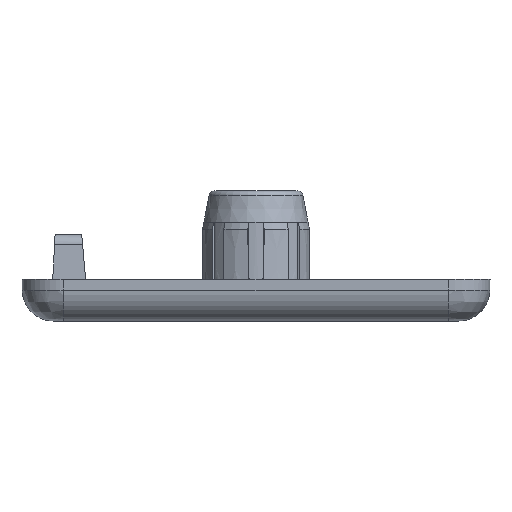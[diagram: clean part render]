
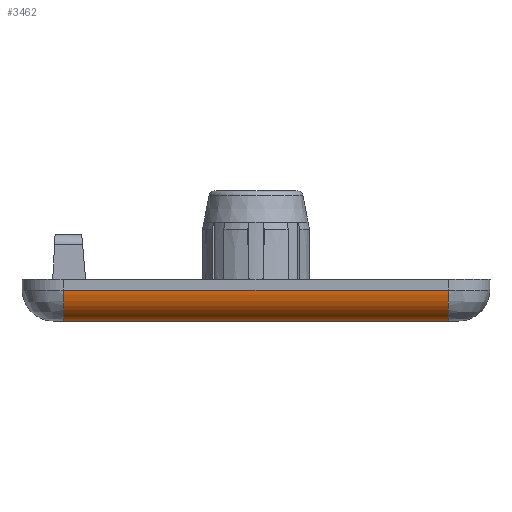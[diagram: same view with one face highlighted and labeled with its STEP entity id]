
A CAD part, front view. The second image highlights one B-rep face of the part: STEP entity #3462.
In plain terms, the highlighted cylindrical face has radius 3 mm (diameter 6 mm), a partial arc.
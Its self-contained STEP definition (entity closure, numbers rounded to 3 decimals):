
#98 = EDGE_CURVE ( 'NONE', #596, #3295, #1269, .T. ) ;
#304 = EDGE_CURVE ( 'NONE', #3602, #596, #4978, .T. ) ;
#353 = AXIS2_PLACEMENT_3D ( 'NONE', #4554, #943, #1436 ) ;
#486 = VECTOR ( 'NONE', #5860, 1000. ) ;
#596 = VERTEX_POINT ( 'NONE', #924 ) ;
#816 = DIRECTION ( 'NONE',  ( -1., 0., 0. ) ) ;
#924 = CARTESIAN_POINT ( 'NONE',  ( -18.476, -19.476, 0. ) ) ;
#943 = DIRECTION ( 'NONE',  ( -1., 0., 0. ) ) ;
#1269 = CIRCLE ( 'NONE', #4346, 3. ) ;
#1436 = DIRECTION ( 'NONE',  ( 0., 0., 1. ) ) ;
#1730 = CARTESIAN_POINT ( 'NONE',  ( -22.45, -19.476, 3. ) ) ;
#1898 = EDGE_LOOP ( 'NONE', ( #4695, #4561, #3042, #4352 ) ) ;
#2502 = DIRECTION ( 'NONE',  ( 0., 0., 1. ) ) ;
#3042 = ORIENTED_EDGE ( 'NONE', *, *, #98, .F. ) ;
#3124 = AXIS2_PLACEMENT_3D ( 'NONE', #1730, #816, #5890 ) ;
#3295 = VERTEX_POINT ( 'NONE', #4318 ) ;
#3462 = ADVANCED_FACE ( 'NONE', ( #4018 ), #5865, .T. ) ;
#3602 = VERTEX_POINT ( 'NONE', #4734 ) ;
#3714 = CARTESIAN_POINT ( 'NONE',  ( 18.476, -22.476, 2.974 ) ) ;
#3805 = CARTESIAN_POINT ( 'NONE',  ( -18.476, -19.476, 3. ) ) ;
#3928 = DIRECTION ( 'NONE',  ( -1., 0., 0. ) ) ;
#4018 = FACE_OUTER_BOUND ( 'NONE', #1898, .T. ) ;
#4318 = CARTESIAN_POINT ( 'NONE',  ( -18.476, -22.476, 2.974 ) ) ;
#4346 = AXIS2_PLACEMENT_3D ( 'NONE', #3805, #3928, #2502 ) ;
#4352 = ORIENTED_EDGE ( 'NONE', *, *, #304, .F. ) ;
#4430 = DIRECTION ( 'NONE',  ( 1., 0., 0. ) ) ;
#4458 = CARTESIAN_POINT ( 'NONE',  ( 22.45, -19.476, 0. ) ) ;
#4554 = CARTESIAN_POINT ( 'NONE',  ( 18.476, -19.476, 3. ) ) ;
#4561 = ORIENTED_EDGE ( 'NONE', *, *, #4903, .F. ) ;
#4692 = VERTEX_POINT ( 'NONE', #3714 ) ;
#4695 = ORIENTED_EDGE ( 'NONE', *, *, #5635, .T. ) ;
#4734 = CARTESIAN_POINT ( 'NONE',  ( 18.476, -19.476, 0. ) ) ;
#4903 = EDGE_CURVE ( 'NONE', #3295, #4692, #5165, .T. ) ;
#4978 = LINE ( 'NONE', #4458, #486 ) ;
#5165 = LINE ( 'NONE', #5399, #5570 ) ;
#5187 = CIRCLE ( 'NONE', #353, 3. ) ;
#5399 = CARTESIAN_POINT ( 'NONE',  ( -22.45, -22.476, 2.974 ) ) ;
#5570 = VECTOR ( 'NONE', #4430, 1000. ) ;
#5635 = EDGE_CURVE ( 'NONE', #3602, #4692, #5187, .T. ) ;
#5860 = DIRECTION ( 'NONE',  ( -1., 0., 0. ) ) ;
#5865 = CYLINDRICAL_SURFACE ( 'NONE', #3124, 3. ) ;
#5890 = DIRECTION ( 'NONE',  ( 0., 0., 1. ) ) ;
